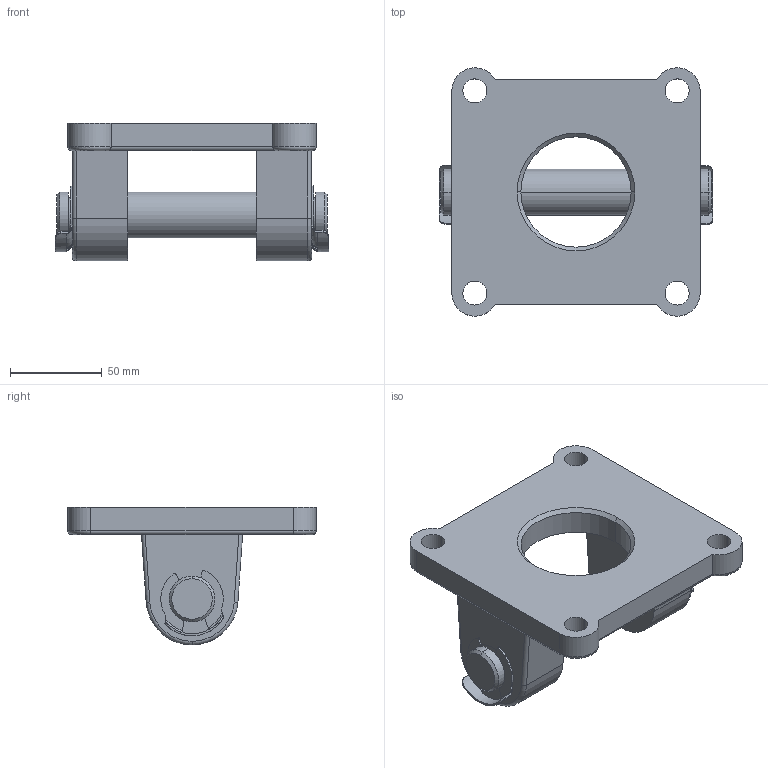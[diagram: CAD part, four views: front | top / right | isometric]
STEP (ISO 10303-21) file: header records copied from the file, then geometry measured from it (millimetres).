
FILE_DESCRIPTION (( 'STEP AP214' ), '1' );
FILE_NAME ('125 EB-SF.STEP', '2010-08-09T10:50:24', ( '' ), ( '' ), 'SwSTEP 2.0', 'SolidWorks 2010', '' );
FILE_SCHEMA (( 'AUTOMOTIVE_DESIGN' ));
Length unit declared in the file: millimetre
Products named in the file (4): 125  SWIVEL  FLANGE; 125  EB  P軲輄Varsay齦an; 125  KLÝPS; 125  EB-SF
Assembly tree (4 placements, depth 2):
  125  EB-SF
    125  KLÝPS  x2
    125  SWIVEL  FLANGE
    125  EB  P軲輄Varsay齦an
Bounding box: 148.5 x 134.94 x 75 mm (x, y, z)
Volume: 414050 mm3; surface area: 75689.1 mm2
Topology: 4 solids, 4 shells, 144 faces, 360 edges, 230 vertices
Faces by surface type: cylinder 79, plane 44, torus 15, cone 6
Entity records: 3615 total; most frequent: CARTESIAN_POINT 823, DIRECTION 595, ORIENTED_EDGE 528, EDGE_CURVE 264, AXIS2_PLACEMENT_3D 240, VERTEX_POINT 168, EDGE_LOOP 128, CIRCLE 125
